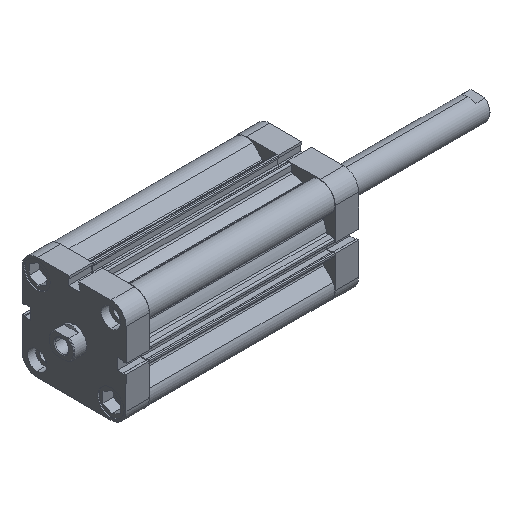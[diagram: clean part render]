
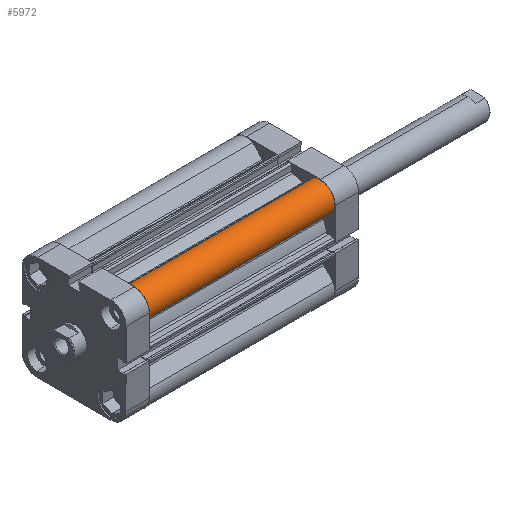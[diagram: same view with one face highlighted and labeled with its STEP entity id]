
A CAD part, isometric view. The second image highlights one B-rep face of the part: STEP entity #5972.
In plain terms, the highlighted cylindrical face has radius 9.25 mm (diameter 18.5 mm), a partial arc.
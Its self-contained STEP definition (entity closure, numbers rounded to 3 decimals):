
#103 = VERTEX_POINT ( 'NONE', #1535 ) ;
#138 = VERTEX_POINT ( 'NONE', #1570 ) ;
#350 = EDGE_LOOP ( 'NONE', ( #6776, #6777, #6778, #6779 ) ) ;
#483 = CIRCLE ( 'NONE', #6265, 9.25 ) ;
#1012 = EDGE_CURVE ( 'NONE', #103, #1438, #7644, .T. ) ;
#1121 = EDGE_CURVE ( 'NONE', #138, #1365, #483, .T. ) ;
#1169 = EDGE_CURVE ( 'NONE', #1438, #1365, #3978, .T. ) ;
#1176 = EDGE_CURVE ( 'NONE', #103, #138, #3992, .T. ) ;
#1365 = VERTEX_POINT ( 'NONE', #3092 ) ;
#1438 = VERTEX_POINT ( 'NONE', #3150 ) ;
#1535 = CARTESIAN_POINT ( 'NONE',  ( 19.184, -31.559, 117. ) ) ;
#1570 = CARTESIAN_POINT ( 'NONE',  ( 19.184, -31.559, 0. ) ) ;
#2440 = CARTESIAN_POINT ( 'NONE',  ( 23.25, -23.25, 117. ) ) ;
#2449 = DIRECTION ( 'NONE',  ( 0., 0., 1. ) ) ;
#2450 = DIRECTION ( 'NONE',  ( -1., 0., 0. ) ) ;
#2714 = CARTESIAN_POINT ( 'NONE',  ( 23.25, -23.25, 0. ) ) ;
#2722 = DIRECTION ( 'NONE',  ( 0., 0., 1. ) ) ;
#2723 = DIRECTION ( 'NONE',  ( -1., 0., 0. ) ) ;
#2838 = CARTESIAN_POINT ( 'NONE',  ( 31.559, -19.184, 117. ) ) ;
#2839 = DIRECTION ( 'NONE',  ( 0., 0., -1. ) ) ;
#2852 = CARTESIAN_POINT ( 'NONE',  ( 19.184, -31.559, 117. ) ) ;
#2853 = DIRECTION ( 'NONE',  ( 0., 0., -1. ) ) ;
#3092 = CARTESIAN_POINT ( 'NONE',  ( 31.559, -19.184, 0. ) ) ;
#3150 = CARTESIAN_POINT ( 'NONE',  ( 31.559, -19.184, 117. ) ) ;
#3851 = DIRECTION ( 'NONE',  ( 0., 0., -1. ) ) ;
#3855 = DIRECTION ( 'NONE',  ( -1., 0., 0. ) ) ;
#3863 = CARTESIAN_POINT ( 'NONE',  ( 23.25, -23.25, 117. ) ) ;
#3978 = LINE ( 'NONE', #2838, #3979 ) ;
#3979 = VECTOR ( 'NONE', #2839, 1000. ) ;
#3992 = LINE ( 'NONE', #2852, #3993 ) ;
#3993 = VECTOR ( 'NONE', #2853, 1000. ) ;
#4511 = FACE_OUTER_BOUND ( 'NONE', #350, .T. ) ;
#4514 = CYLINDRICAL_SURFACE ( 'NONE', #6469, 9.25 ) ;
#5972 = ADVANCED_FACE ( 'NONE', ( #4511 ), #4514, .T. ) ;
#6200 = AXIS2_PLACEMENT_3D ( 'NONE', #2440, #2449, #2450 ) ;
#6265 = AXIS2_PLACEMENT_3D ( 'NONE', #2714, #2722, #2723 ) ;
#6469 = AXIS2_PLACEMENT_3D ( 'NONE', #3863, #3851, #3855 ) ;
#6776 = ORIENTED_EDGE ( 'NONE', *, *, #1121, .T. ) ;
#6777 = ORIENTED_EDGE ( 'NONE', *, *, #1169, .F. ) ;
#6778 = ORIENTED_EDGE ( 'NONE', *, *, #1012, .F. ) ;
#6779 = ORIENTED_EDGE ( 'NONE', *, *, #1176, .T. ) ;
#7644 = CIRCLE ( 'NONE', #6200, 9.25 ) ;
